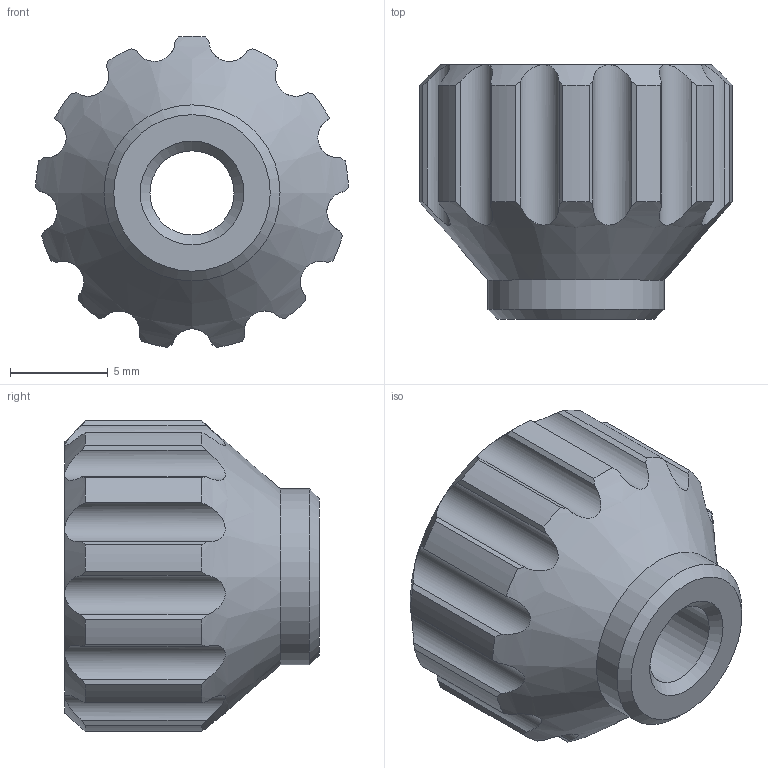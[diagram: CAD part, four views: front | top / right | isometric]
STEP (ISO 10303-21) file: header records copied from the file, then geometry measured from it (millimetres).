
FILE_DESCRIPTION(/* description */ (''),/* implementation_level */ '2;1');
FILE_NAME(/* name */ 'M4_thumbnut.step',/* time_stamp */ '2025-03-31T09:57:28+02:00',/* author */ (''),/* organization */ (''),/* preprocessor_version */ 'ST-DEVELOPER v20.1',/* originating_system */ 'Autodesk Translation Framework v14.4.0.0',/* authorisation */ '');
FILE_SCHEMA (('AUTOMOTIVE_DESIGN { 1 0 10303 214 3 1 1 }'));
Length unit declared in the file: millimetre
Products named in the file (1): M4 cnurled Nut
Bounding box: 15.99 x 13 x 15.9 mm (x, y, z)
Volume: 1379.4 mm3; surface area: 1124.4 mm2
Topology: 1 solids, 1 shells, 87 faces, 228 edges, 145 vertices
Faces by surface type: plane 40, cylinder 29, cone 18
Full cylindrical faces by diameter (mm): 4.3 x1, 9 x1, 10 x1
Entity records: 3030 total; most frequent: CARTESIAN_POINT 1025, ORIENTED_EDGE 456, DIRECTION 368, EDGE_CURVE 228, VERTEX_POINT 145, AXIS2_PLACEMENT_3D 140, EDGE_LOOP 91, LINE 88
